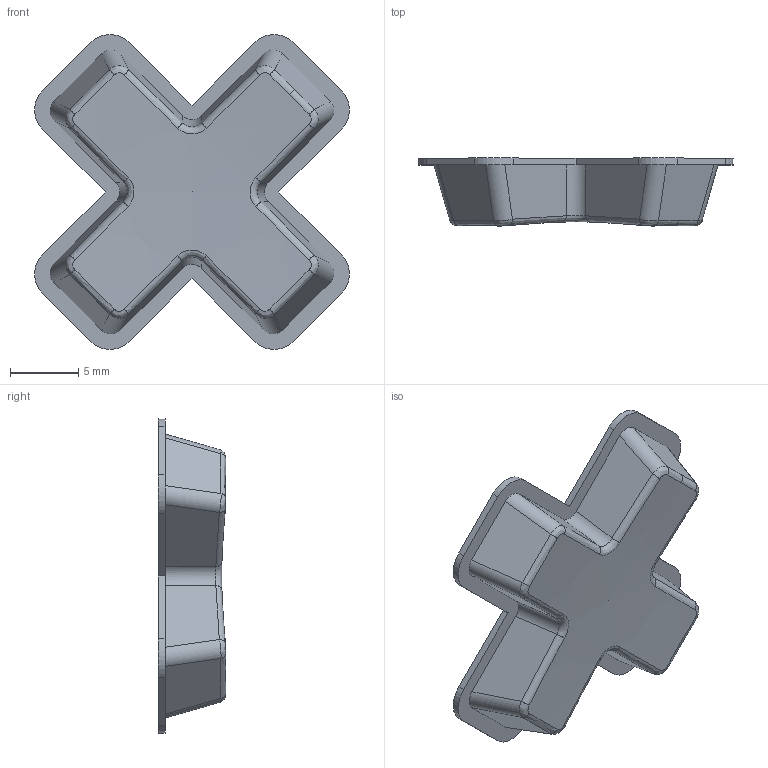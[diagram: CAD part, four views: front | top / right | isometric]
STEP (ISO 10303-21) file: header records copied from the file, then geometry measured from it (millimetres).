
FILE_DESCRIPTION(('Open CASCADE Model'),'2;1');
FILE_NAME('Open CASCADE Shape Model','2025-11-29T18:32:43',('Author'),( 'Open CASCADE'),'Open CASCADE STEP processor 7.7','Open CASCADE 7.7' ,'Unknown');
FILE_SCHEMA(('AUTOMOTIVE_DESIGN { 1 0 10303 214 1 1 1 1 }'));
Length unit declared in the file: millimetre
Products named in the file (1): Open CASCADE STEP translator 7.7 8
Bounding box: 23.08 x 4.96 x 23.08 mm (x, y, z)
Volume: 1126.1 mm3; surface area: 1208.8 mm2
Topology: 1 solids, 1 shells, 82 faces, 200 edges, 125 vertices
Faces by surface type: plane 31, cylinder 25, bspline 25, sphere 1
Full cylindrical faces by diameter (mm): 2.5 x1, 5.5 x4
Entity records: 10638 total; most frequent: CARTESIAN_POINT 7039, DIRECTION 577, ORIENTED_EDGE 398, PCURVE 398, DEFINITIONAL_REPRESENTATION 398, LINE 358, VECTOR 358, EDGE_CURVE 199
